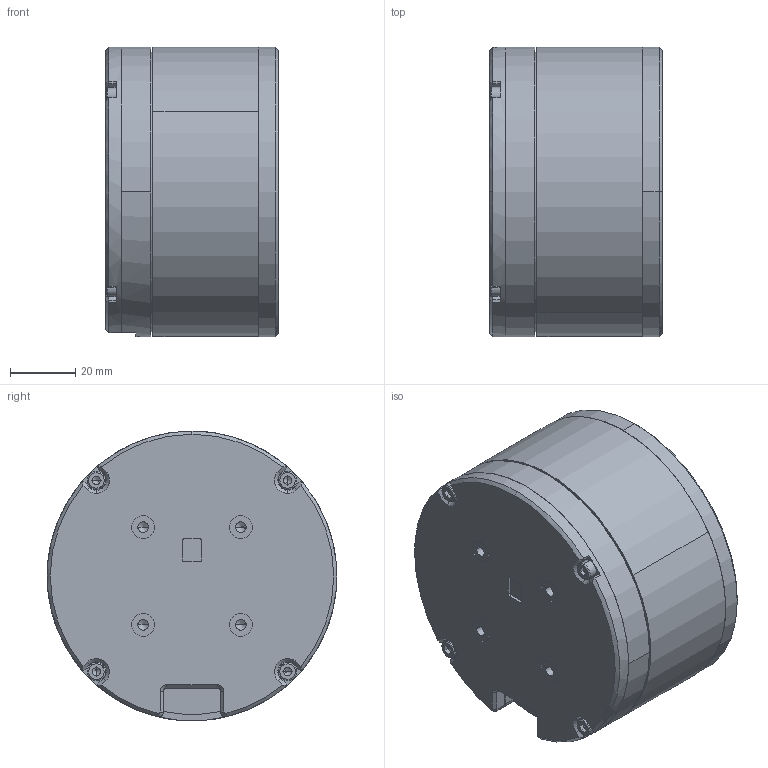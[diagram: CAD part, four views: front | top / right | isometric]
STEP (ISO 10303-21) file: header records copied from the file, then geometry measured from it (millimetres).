
FILE_DESCRIPTION (( 'STEP AP214' ), '1' );
FILE_NAME ('RMD-L-9025.STEP', '2019-11-06T11:03:20', ( '' ), ( '' ), 'SwSTEP 2.0', 'SolidWorks 2012', '' );
FILE_SCHEMA (( 'AUTOMOTIVE_DESIGN' ));
Length unit declared in the file: millimetre
Products named in the file (1): RMD-L-9025
Bounding box: 53 x 89 x 89 mm (x, y, z)
Volume: 81450.9 mm3; surface area: 76960.3 mm2
Topology: 10 solids, 10 shells, 485 faces, 1266 edges, 799 vertices
Faces by surface type: cylinder 237, plane 172, cone 68, torus 8
Entity records: 20847 total; most frequent: CARTESIAN_POINT 2999, DIRECTION 2775, ORIENTED_EDGE 2480, EDGE_CURVE 1240, AXIS2_PLACEMENT_3D 1079, VERTEX_POINT 799, VECTOR 617, LINE 617
